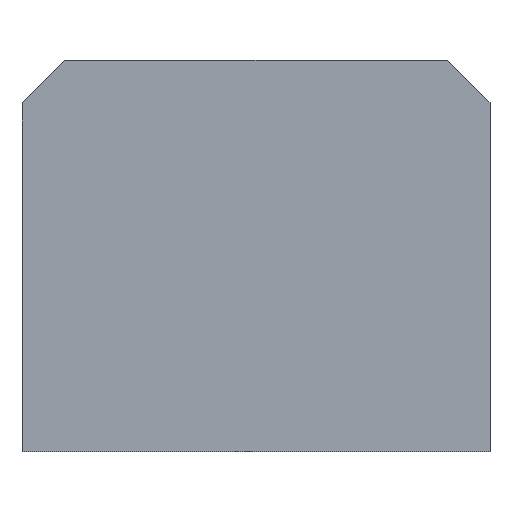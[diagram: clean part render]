
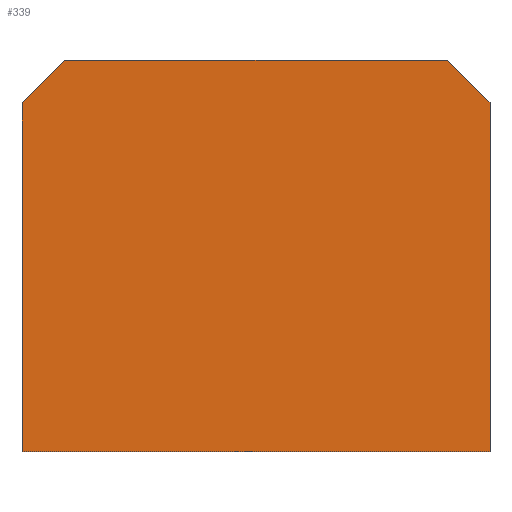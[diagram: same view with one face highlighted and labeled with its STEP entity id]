
A CAD part, top view. The second image highlights one B-rep face of the part: STEP entity #339.
In plain terms, the highlighted planar face has unit normal (0, 0, 1).
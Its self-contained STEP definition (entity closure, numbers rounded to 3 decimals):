
#1 = VERTEX_POINT ( 'NONE', #170 ) ;
#7 = CARTESIAN_POINT ( 'NONE',  ( 65.5, 48.818, 1.5 ) ) ;
#12 = CARTESIAN_POINT ( 'NONE',  ( 5.982, 54.8, 1.5 ) ) ;
#23 = ORIENTED_EDGE ( 'NONE', *, *, #128, .F. ) ;
#27 = VERTEX_POINT ( 'NONE', #168 ) ;
#38 = DIRECTION ( 'NONE',  ( 0., 1., 0. ) ) ;
#43 = AXIS2_PLACEMENT_3D ( 'NONE', #348, #347, #342 ) ;
#46 = LINE ( 'NONE', #61, #254 ) ;
#54 = DIRECTION ( 'NONE',  ( 0.707, -0.707, 0. ) ) ;
#58 = CARTESIAN_POINT ( 'NONE',  ( 0., 0., 1.5 ) ) ;
#60 = DIRECTION ( 'NONE',  ( -1., 0., 0. ) ) ;
#61 = CARTESIAN_POINT ( 'NONE',  ( 0., 0., 1.5 ) ) ;
#66 = DIRECTION ( 'NONE',  ( 0., -1., 0. ) ) ;
#68 = CARTESIAN_POINT ( 'NONE',  ( 65.5, 0., 1.5 ) ) ;
#69 = ORIENTED_EDGE ( 'NONE', *, *, #193, .F. ) ;
#72 = CARTESIAN_POINT ( 'NONE',  ( 65.5, 0., 1.5 ) ) ;
#92 = CARTESIAN_POINT ( 'NONE',  ( 0., 0., 1.5 ) ) ;
#103 = ORIENTED_EDGE ( 'NONE', *, *, #113, .F. ) ;
#106 = VECTOR ( 'NONE', #221, 1000. ) ;
#113 = EDGE_CURVE ( 'NONE', #286, #194, #292, .T. ) ;
#116 = ORIENTED_EDGE ( 'NONE', *, *, #206, .F. ) ;
#122 = LINE ( 'NONE', #92, #381 ) ;
#128 = EDGE_CURVE ( 'NONE', #194, #246, #122, .T. ) ;
#140 = EDGE_CURVE ( 'NONE', #246, #27, #46, .T. ) ;
#153 = LINE ( 'NONE', #303, #106 ) ;
#168 = CARTESIAN_POINT ( 'NONE',  ( 0., 48.818, 1.5 ) ) ;
#170 = CARTESIAN_POINT ( 'NONE',  ( 59.518, 54.8, 1.5 ) ) ;
#180 = EDGE_CURVE ( 'NONE', #27, #282, #153, .T. ) ;
#181 = ORIENTED_EDGE ( 'NONE', *, *, #140, .F. ) ;
#187 = CARTESIAN_POINT ( 'NONE',  ( 59.518, 54.8, 1.5 ) ) ;
#193 = EDGE_CURVE ( 'NONE', #282, #1, #326, .T. ) ;
#194 = VERTEX_POINT ( 'NONE', #68 ) ;
#206 = EDGE_CURVE ( 'NONE', #1, #286, #252, .T. ) ;
#215 = VECTOR ( 'NONE', #66, 1000. ) ;
#221 = DIRECTION ( 'NONE',  ( 0.707, 0.707, 0. ) ) ;
#227 = VECTOR ( 'NONE', #54, 1000. ) ;
#246 = VERTEX_POINT ( 'NONE', #58 ) ;
#252 = LINE ( 'NONE', #187, #227 ) ;
#254 = VECTOR ( 'NONE', #38, 1000. ) ;
#271 = CARTESIAN_POINT ( 'NONE',  ( 0., 54.8, 1.5 ) ) ;
#282 = VERTEX_POINT ( 'NONE', #12 ) ;
#286 = VERTEX_POINT ( 'NONE', #7 ) ;
#292 = LINE ( 'NONE', #72, #215 ) ;
#294 = EDGE_LOOP ( 'NONE', ( #69, #360, #181, #23, #103, #116 ) ) ;
#299 = DIRECTION ( 'NONE',  ( 1., 0., 0. ) ) ;
#303 = CARTESIAN_POINT ( 'NONE',  ( 0., 48.818, 1.5 ) ) ;
#326 = LINE ( 'NONE', #271, #368 ) ;
#339 = ADVANCED_FACE ( 'NONE', ( #344 ), #374, .F. ) ;
#342 = DIRECTION ( 'NONE',  ( -1., 0., 0. ) ) ;
#344 = FACE_OUTER_BOUND ( 'NONE', #294, .T. ) ;
#347 = DIRECTION ( 'NONE',  ( 0., 0., -1. ) ) ;
#348 = CARTESIAN_POINT ( 'NONE',  ( 0., 0., 1.5 ) ) ;
#360 = ORIENTED_EDGE ( 'NONE', *, *, #180, .F. ) ;
#368 = VECTOR ( 'NONE', #299, 1000. ) ;
#374 = PLANE ( 'NONE',  #43 ) ;
#381 = VECTOR ( 'NONE', #60, 1000. ) ;
